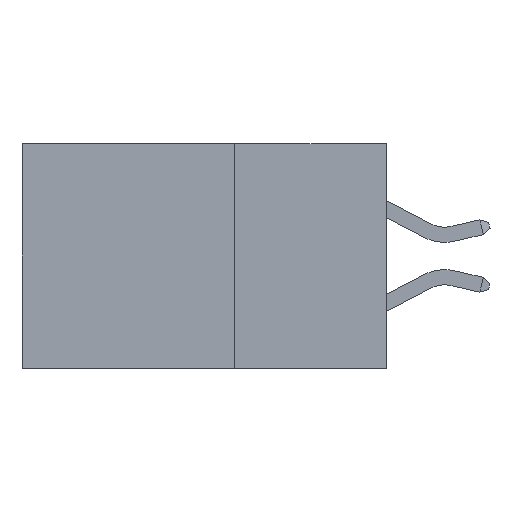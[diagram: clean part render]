
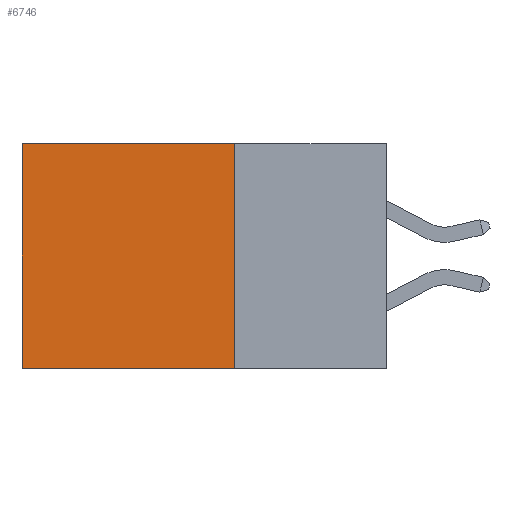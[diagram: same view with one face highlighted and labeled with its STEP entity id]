
A CAD part, left-side view. The second image highlights one B-rep face of the part: STEP entity #6746.
In plain terms, the highlighted planar face has unit normal (-1, 0, 0).
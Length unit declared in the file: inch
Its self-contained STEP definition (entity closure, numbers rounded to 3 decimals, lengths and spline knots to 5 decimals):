
#251 = CARTESIAN_POINT ( 'NONE',  ( 0.298, 0.6, -0.37 ) ) ;
#1069 = DIRECTION ( 'NONE',  ( 0., 0., -1. ) ) ;
#3534 = CARTESIAN_POINT ( 'NONE',  ( 0.298, 0.6, 0. ) ) ;
#3829 = EDGE_CURVE ( 'NONE', #6728, #27532, #6413, .T. ) ;
#6413 = LINE ( 'NONE', #8454, #28576 ) ;
#6436 = LINE ( 'NONE', #13796, #24854 ) ;
#6437 = CARTESIAN_POINT ( 'NONE',  ( 0.298, 0.25, 0. ) ) ;
#6530 = DIRECTION ( 'NONE',  ( 0., 0., -1. ) ) ;
#6728 = VERTEX_POINT ( 'NONE', #6437 ) ;
#6746 = ADVANCED_FACE ( 'NONE', ( #28762 ), #15450, .F. ) ;
#8454 = CARTESIAN_POINT ( 'NONE',  ( 0.298, 0.25, 0. ) ) ;
#8946 = VECTOR ( 'NONE', #11983, 39.37008 ) ;
#9384 = ORIENTED_EDGE ( 'NONE', *, *, #9722, .T. ) ;
#9722 = EDGE_CURVE ( 'NONE', #6728, #24114, #14907, .T. ) ;
#11898 = CARTESIAN_POINT ( 'NONE',  ( 0.298, 0.25, -0.37 ) ) ;
#11983 = DIRECTION ( 'NONE',  ( 0., 1., 0. ) ) ;
#13053 = LINE ( 'NONE', #3534, #24095 ) ;
#13796 = CARTESIAN_POINT ( 'NONE',  ( 0.298, 0.25, -0.37 ) ) ;
#14615 = ORIENTED_EDGE ( 'NONE', *, *, #28736, .F. ) ;
#14691 = AXIS2_PLACEMENT_3D ( 'NONE', #17681, #19921, #6530 ) ;
#14907 = LINE ( 'NONE', #20832, #8946 ) ;
#15450 = PLANE ( 'NONE',  #14691 ) ;
#16931 = EDGE_LOOP ( 'NONE', ( #27964, #14615, #22156, #9384 ) ) ;
#17681 = CARTESIAN_POINT ( 'NONE',  ( 0.298, 0.25, 0. ) ) ;
#18948 = VERTEX_POINT ( 'NONE', #251 ) ;
#19222 = DIRECTION ( 'NONE',  ( 0., 0., -1. ) ) ;
#19921 = DIRECTION ( 'NONE',  ( 1., 0., 0. ) ) ;
#20832 = CARTESIAN_POINT ( 'NONE',  ( 0.298, 0.25, 0. ) ) ;
#21180 = CARTESIAN_POINT ( 'NONE',  ( 0.298, 0.6, 0. ) ) ;
#22156 = ORIENTED_EDGE ( 'NONE', *, *, #3829, .F. ) ;
#23151 = EDGE_CURVE ( 'NONE', #24114, #18948, #13053, .T. ) ;
#24095 = VECTOR ( 'NONE', #19222, 39.37008 ) ;
#24114 = VERTEX_POINT ( 'NONE', #21180 ) ;
#24854 = VECTOR ( 'NONE', #26975, 39.37008 ) ;
#26975 = DIRECTION ( 'NONE',  ( 0., 1., 0. ) ) ;
#27532 = VERTEX_POINT ( 'NONE', #11898 ) ;
#27964 = ORIENTED_EDGE ( 'NONE', *, *, #23151, .T. ) ;
#28576 = VECTOR ( 'NONE', #1069, 39.37008 ) ;
#28736 = EDGE_CURVE ( 'NONE', #27532, #18948, #6436, .T. ) ;
#28762 = FACE_OUTER_BOUND ( 'NONE', #16931, .T. ) ;
